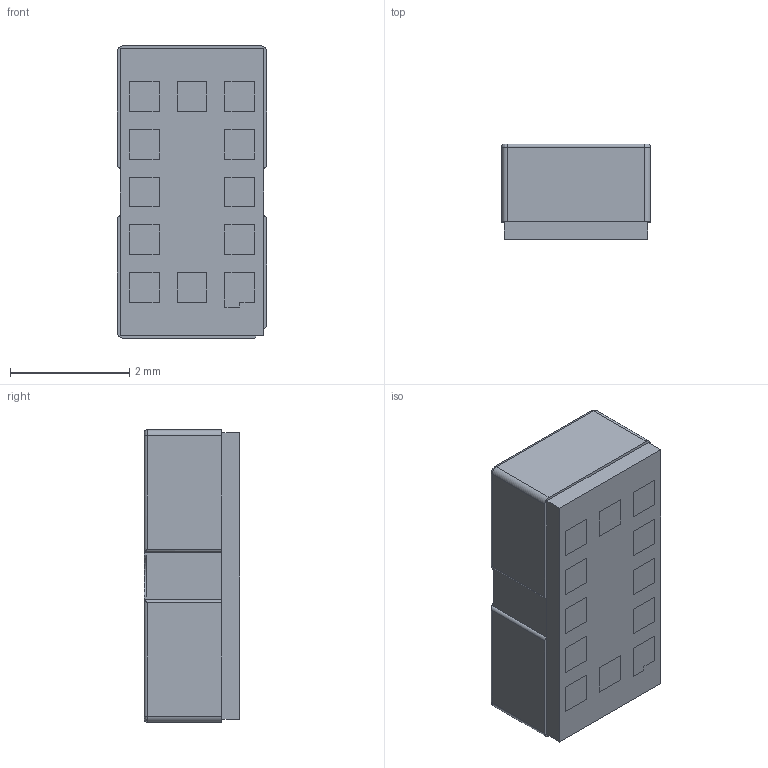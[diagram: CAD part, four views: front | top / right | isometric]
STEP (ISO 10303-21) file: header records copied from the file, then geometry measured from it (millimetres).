
FILE_DESCRIPTION (( 'STEP AP214' ), '1' );
FILE_NAME ('VL53L1CBV0FY-1!.STEP', '2021-03-17T04:36:24', ( '' ), ( '' ), 'SwSTEP 2.0', 'SolidWorks 2017', '' );
FILE_SCHEMA (( 'AUTOMOTIVE_DESIGN' ));
Length unit declared in the file: millimetre
Products named in the file (1): VL53L1CBV0FY-1!
Bounding box: 2.5 x 1.6 x 4.9 mm (x, y, z)
Volume: 18.9 mm3; surface area: 96.8 mm2
Topology: 16 solids, 16 shells, 222 faces, 510 edges, 336 vertices
Faces by surface type: plane 190, cylinder 29, bspline 3
Entity records: 6366 total; most frequent: CARTESIAN_POINT 1141, ORIENTED_EDGE 1020, DIRECTION 987, EDGE_CURVE 510, VECTOR 455, LINE 455, VERTEX_POINT 336, AXIS2_PLACEMENT_3D 266
